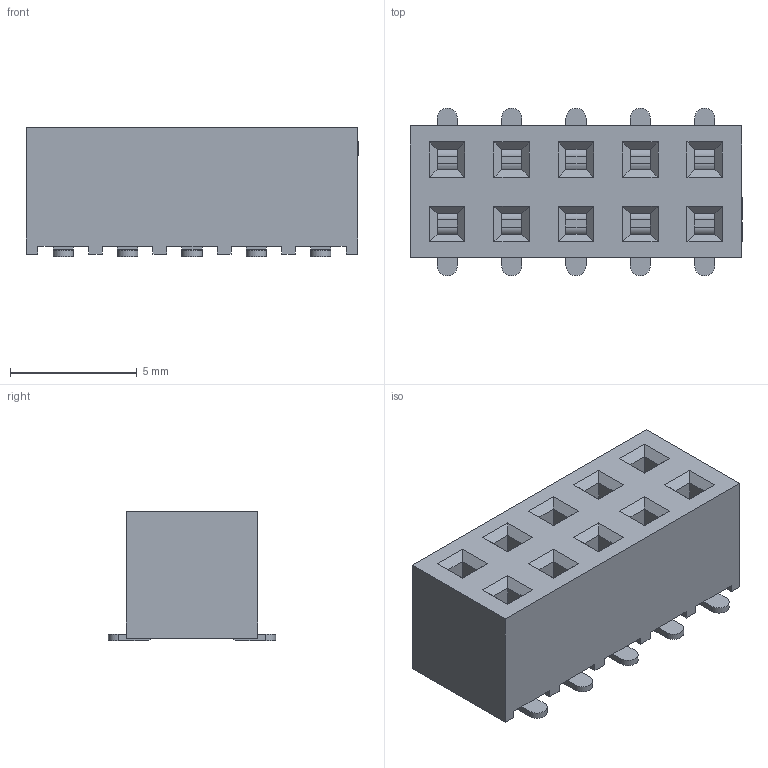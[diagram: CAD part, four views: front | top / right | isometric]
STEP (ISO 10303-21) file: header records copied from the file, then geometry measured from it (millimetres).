
FILE_DESCRIPTION(/* description */ (''),/* implementation_level */ '2;1');
FILE_NAME(/* name */ '3D_PCB1_2023-02-25.step',/* time_stamp */ '2023-02-25T17:58:03+08:00',/* author */ (''),/* organization */ (''),/* preprocessor_version */ 'ST-DEVELOPER v19.2',/* originating_system */ 'Autodesk Translation Framework v11.17.0.187',/* authorisation */ '');
FILE_SCHEMA (('AUTOMOTIVE_DESIGN { 1 0 10303 214 3 1 1 }'));
Length unit declared in the file: millimetre
Products named in the file (4): (Unsaved); U1; CONN-SMD_2150-205MG0CUNR1; COMPOUND (1)
Assembly tree (3 placements, depth 4):
  (Unsaved)
    U1
      CONN-SMD_2150-205MG0CUNR1
        COMPOUND (1)
Bounding box: 13.1 x 6.6 x 5.1 mm (x, y, z)
Volume: 302.8 mm3; surface area: 495.1 mm2
Topology: 14 solids, 14 shells, 594 faces, 1557 edges, 1018 vertices
Faces by surface type: plane 412, bspline 112, cylinder 70
Entity records: 19982 total; most frequent: CARTESIAN_POINT 5004, ORIENTED_EDGE 3114, DIRECTION 2627, EDGE_CURVE 1557, LINE 1193, VECTOR 1193, VERTEX_POINT 1018, AXIS2_PLACEMENT_3D 717
